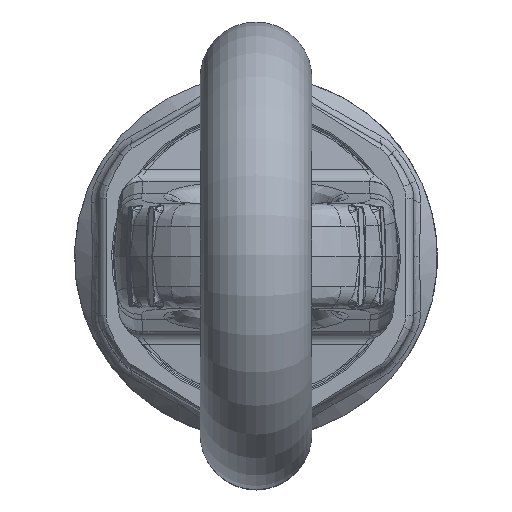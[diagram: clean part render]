
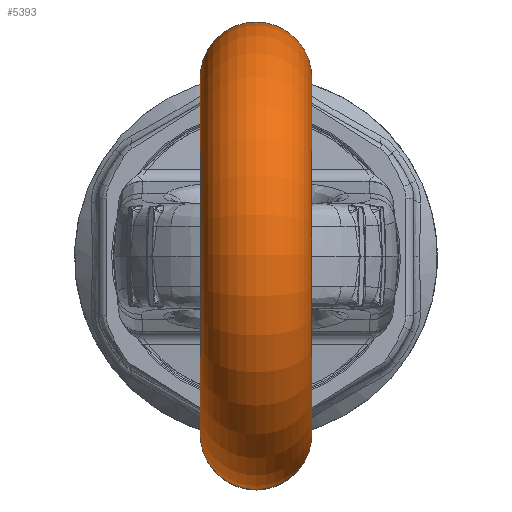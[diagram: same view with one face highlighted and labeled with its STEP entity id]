
A CAD part, top view. The second image highlights one B-rep face of the part: STEP entity #5393.
In plain terms, the highlighted toroidal (fillet/blend) face has major radius 25.5 mm and minor radius 8 mm.
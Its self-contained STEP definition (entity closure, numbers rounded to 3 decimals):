
#5253=CARTESIAN_POINT('Axis2P3D Location',(0.,0.,38.5)) ;
#5258=CARTESIAN_POINT('Axis2P3D Location',(-8.,0.,38.5)) ;
#5262=CARTESIAN_POINT('Vertex',(-8.,25.5,38.5)) ;
#5264=CARTESIAN_POINT('Vertex',(-8.,-25.5,38.5)) ;
#5271=CARTESIAN_POINT('Vertex',(8.,25.5,38.5)) ;
#5274=CARTESIAN_POINT('Axis2P3D Location',(8.,0.,38.5)) ;
#5278=CARTESIAN_POINT('Vertex',(8.,-25.5,38.5)) ;
#5377=CARTESIAN_POINT('Axis2P3D Location',(0.,25.5,38.5)) ;
#5382=CARTESIAN_POINT('Axis2P3D Location',(0.,-25.5,38.5)) ;
#5254=DIRECTION('Axis2P3D Direction',(1.,0.,0.)) ;
#5255=DIRECTION('Axis2P3D XDirection',(0.,1.,0.)) ;
#5259=DIRECTION('Axis2P3D Direction',(1.,0.,0.)) ;
#5275=DIRECTION('Axis2P3D Direction',(1.,0.,0.)) ;
#5378=DIRECTION('Axis2P3D Direction',(0.,0.,-1.)) ;
#5383=DIRECTION('Axis2P3D Direction',(-0.,0.,1.)) ;
#5256=AXIS2_PLACEMENT_3D('Torus Axis2P3D',#5253,#5254,#5255) ;
#5260=AXIS2_PLACEMENT_3D('Circle Axis2P3D',#5258,#5259,$) ;
#5276=AXIS2_PLACEMENT_3D('Circle Axis2P3D',#5274,#5275,$) ;
#5379=AXIS2_PLACEMENT_3D('Circle Axis2P3D',#5377,#5378,$) ;
#5384=AXIS2_PLACEMENT_3D('Circle Axis2P3D',#5382,#5383,$) ;
#5388=ORIENTED_EDGE('',*,*,#5280,.F.) ;
#5389=ORIENTED_EDGE('',*,*,#5381,.T.) ;
#5390=ORIENTED_EDGE('',*,*,#5266,.T.) ;
#5391=ORIENTED_EDGE('',*,*,#5386,.F.) ;
#5393=ADVANCED_FACE('\X2\710A63A574B0\X0\',(#5392),#5257,.T.) ;
#5261=CIRCLE('generated circle',#5260,25.5) ;
#5277=CIRCLE('generated circle',#5276,25.5) ;
#5380=CIRCLE('generated circle',#5379,8.) ;
#5385=CIRCLE('generated circle',#5384,8.) ;
#5257=TOROIDAL_SURFACE('homeo Torus',#5256,25.5,8.) ;
#5266=EDGE_CURVE('',#5263,#5265,#5261,.T.) ;
#5280=EDGE_CURVE('',#5272,#5279,#5277,.T.) ;
#5381=EDGE_CURVE('',#5272,#5263,#5380,.F.) ;
#5386=EDGE_CURVE('',#5279,#5265,#5385,.F.) ;
#5387=EDGE_LOOP('',(#5388,#5389,#5390,#5391)) ;
#5392=FACE_OUTER_BOUND('',#5387,.T.) ;
#5263=VERTEX_POINT('',#5262) ;
#5265=VERTEX_POINT('',#5264) ;
#5272=VERTEX_POINT('',#5271) ;
#5279=VERTEX_POINT('',#5278) ;
